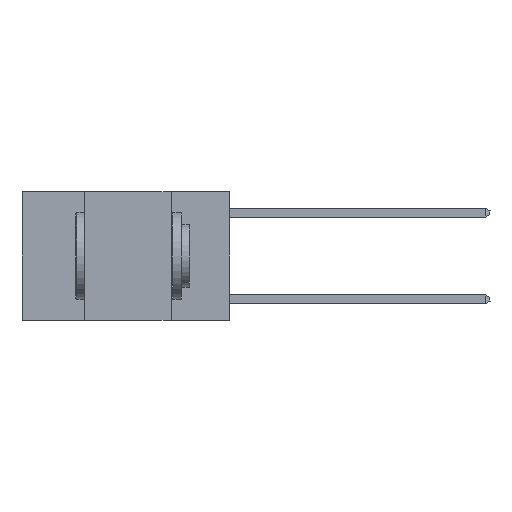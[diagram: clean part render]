
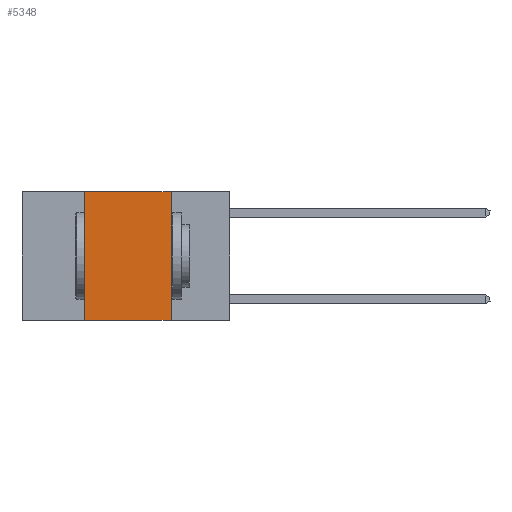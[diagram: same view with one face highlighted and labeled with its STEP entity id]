
A CAD part, left-side view. The second image highlights one B-rep face of the part: STEP entity #5348.
In plain terms, the highlighted planar face has unit normal (-1, 0, 0).
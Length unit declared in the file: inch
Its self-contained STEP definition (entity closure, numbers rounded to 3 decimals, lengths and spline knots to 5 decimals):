
#181 = ORIENTED_EDGE ( 'NONE', *, *, #254, .F. ) ;
#254 = EDGE_CURVE ( 'NONE', #9159, #2415, #5000, .T. ) ;
#1368 = LINE ( 'NONE', #10745, #2480 ) ;
#1912 = VECTOR ( 'NONE', #9688, 39.37008 ) ;
#2238 = EDGE_LOOP ( 'NONE', ( #181, #4218, #10914, #9495 ) ) ;
#2415 = VERTEX_POINT ( 'NONE', #10941 ) ;
#2480 = VECTOR ( 'NONE', #8721, 39.37008 ) ;
#2494 = DIRECTION ( 'NONE',  ( 0., -1., 0. ) ) ;
#3002 = DIRECTION ( 'NONE',  ( 1., 0., 0. ) ) ;
#4185 = VERTEX_POINT ( 'NONE', #4266 ) ;
#4218 = ORIENTED_EDGE ( 'NONE', *, *, #7171, .F. ) ;
#4266 = CARTESIAN_POINT ( 'NONE',  ( 0., 0.42, -0.37 ) ) ;
#4825 = CARTESIAN_POINT ( 'NONE',  ( 0., 0.6, 0. ) ) ;
#5000 = LINE ( 'NONE', #5966, #1912 ) ;
#5005 = FACE_OUTER_BOUND ( 'NONE', #2238, .T. ) ;
#5075 = CARTESIAN_POINT ( 'NONE',  ( 0., 0.6, 0. ) ) ;
#5348 = ADVANCED_FACE ( 'NONE', ( #5005 ), #9455, .F. ) ;
#5845 = CARTESIAN_POINT ( 'NONE',  ( 0., 0.17, 0. ) ) ;
#5966 = CARTESIAN_POINT ( 'NONE',  ( 0., 0.17, 0. ) ) ;
#6590 = DIRECTION ( 'NONE',  ( 0., 0., -1. ) ) ;
#6698 = CARTESIAN_POINT ( 'NONE',  ( 0., 0.42, 0. ) ) ;
#7171 = EDGE_CURVE ( 'NONE', #10494, #9159, #11807, .T. ) ;
#7761 = EDGE_CURVE ( 'NONE', #4185, #10494, #9377, .T. ) ;
#8408 = DIRECTION ( 'NONE',  ( 0., 0., 1. ) ) ;
#8721 = DIRECTION ( 'NONE',  ( 0., -1., 0. ) ) ;
#9159 = VERTEX_POINT ( 'NONE', #5845 ) ;
#9377 = LINE ( 'NONE', #6698, #11201 ) ;
#9455 = PLANE ( 'NONE',  #11938 ) ;
#9495 = ORIENTED_EDGE ( 'NONE', *, *, #10386, .T. ) ;
#9688 = DIRECTION ( 'NONE',  ( 0., 0., -1. ) ) ;
#10386 = EDGE_CURVE ( 'NONE', #4185, #2415, #1368, .T. ) ;
#10494 = VERTEX_POINT ( 'NONE', #10886 ) ;
#10745 = CARTESIAN_POINT ( 'NONE',  ( 0., 0.6, -0.37 ) ) ;
#10886 = CARTESIAN_POINT ( 'NONE',  ( 0., 0.42, 0. ) ) ;
#10914 = ORIENTED_EDGE ( 'NONE', *, *, #7761, .F. ) ;
#10941 = CARTESIAN_POINT ( 'NONE',  ( 0., 0.17, -0.37 ) ) ;
#11201 = VECTOR ( 'NONE', #8408, 39.37008 ) ;
#11807 = LINE ( 'NONE', #5075, #11947 ) ;
#11938 = AXIS2_PLACEMENT_3D ( 'NONE', #4825, #3002, #6590 ) ;
#11947 = VECTOR ( 'NONE', #2494, 39.37008 ) ;
